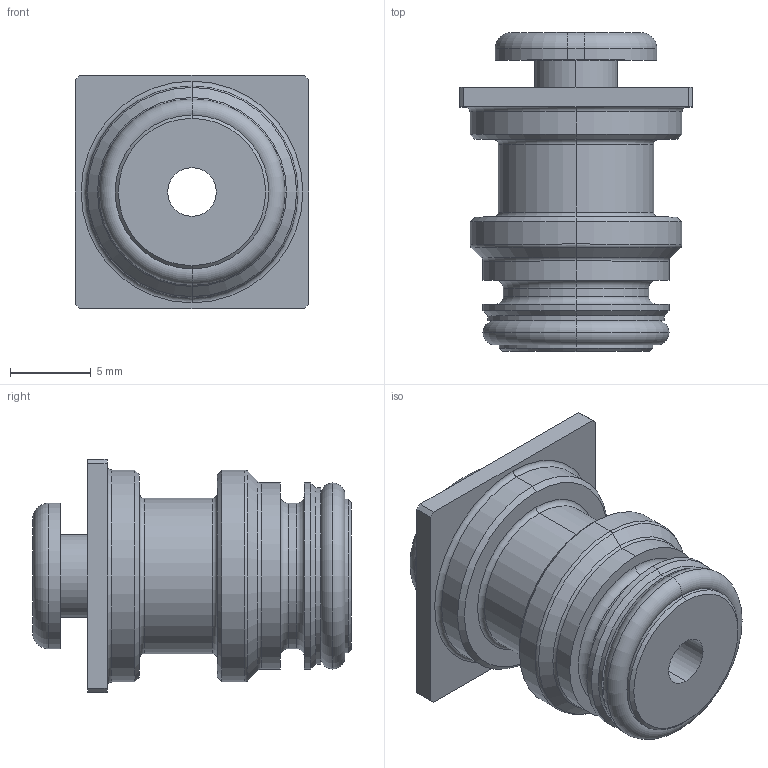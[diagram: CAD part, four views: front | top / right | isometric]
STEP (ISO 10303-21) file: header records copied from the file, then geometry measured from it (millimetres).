
FILE_DESCRIPTION (( 'STEP AP203' ), '1' );
FILE_NAME ('PAL-PC04M.step', '2020-10-29T13:50:30', ( '' ), ( '' ), 'SwSTEP 2.0', 'SolidWorks 2019', '' );
FILE_SCHEMA (( 'CONFIG_CONTROL_DESIGN' ));
Length unit declared in the file: millimetre
Products named in the file (1): PAL-PC04M
Bounding box: 14.4 x 19.7 x 14.4 mm (x, y, z)
Volume: 1624.6 mm3; surface area: 1731 mm2
Topology: 3 solids, 3 shells, 92 faces, 192 edges, 114 vertices
Faces by surface type: cylinder 38, torus 22, plane 20, cone 12
Entity records: 2549 total; most frequent: DIRECTION 502, CARTESIAN_POINT 399, ORIENTED_EDGE 384, AXIS2_PLACEMENT_3D 217, EDGE_CURVE 192, CIRCLE 124, VERTEX_POINT 114, EDGE_LOOP 106
